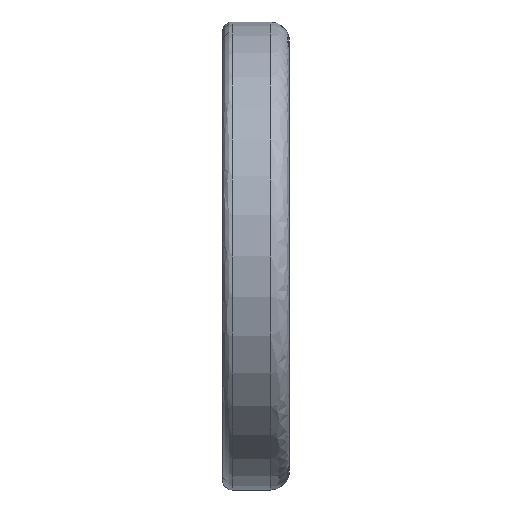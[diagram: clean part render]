
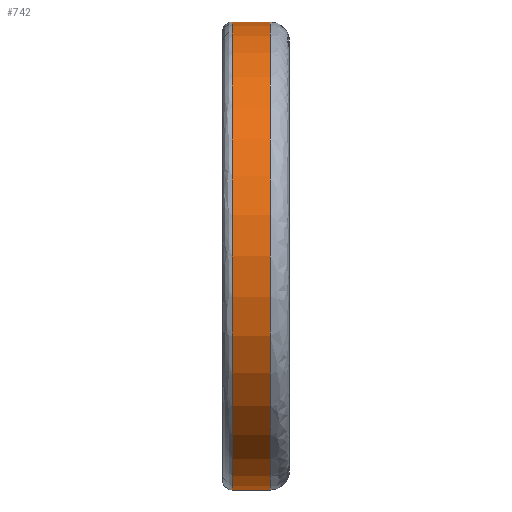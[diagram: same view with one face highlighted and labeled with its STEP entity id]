
A CAD part, left-side view. The second image highlights one B-rep face of the part: STEP entity #742.
In plain terms, the highlighted cylindrical face has radius 24.5 mm (diameter 49 mm), a partial arc.
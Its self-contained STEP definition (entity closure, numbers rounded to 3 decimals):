
#72 = CARTESIAN_POINT ( 'NONE',  ( 0., 2., 24.5 ) ) ;
#91 = DIRECTION ( 'NONE',  ( 0., -1., 0. ) ) ;
#92 = AXIS2_PLACEMENT_3D ( 'NONE', #223, #865, #219 ) ;
#97 = CARTESIAN_POINT ( 'NONE',  ( 0., 0., 24.5 ) ) ;
#127 = CARTESIAN_POINT ( 'NONE',  ( 0., 0., -24.5 ) ) ;
#171 = EDGE_LOOP ( 'NONE', ( #191, #181, #322, #175 ) ) ;
#175 = ORIENTED_EDGE ( 'NONE', *, *, #820, .F. ) ;
#181 = ORIENTED_EDGE ( 'NONE', *, *, #290, .T. ) ;
#191 = ORIENTED_EDGE ( 'NONE', *, *, #389, .F. ) ;
#201 = VERTEX_POINT ( 'NONE', #810 ) ;
#219 = DIRECTION ( 'NONE',  ( 0., 0., -1. ) ) ;
#223 = CARTESIAN_POINT ( 'NONE',  ( 0., 0., 0. ) ) ;
#224 = AXIS2_PLACEMENT_3D ( 'NONE', #427, #425, #424 ) ;
#251 = LINE ( 'NONE', #97, #868 ) ;
#290 = EDGE_CURVE ( 'NONE', #201, #330, #800, .T. ) ;
#322 = ORIENTED_EDGE ( 'NONE', *, *, #364, .T. ) ;
#330 = VERTEX_POINT ( 'NONE', #442 ) ;
#364 = EDGE_CURVE ( 'NONE', #330, #876, #864, .T. ) ;
#365 = CARTESIAN_POINT ( 'NONE',  ( 0., 2., -24.5 ) ) ;
#389 = EDGE_CURVE ( 'NONE', #201, #692, #251, .T. ) ;
#424 = DIRECTION ( 'NONE',  ( 0., 0., -1. ) ) ;
#425 = DIRECTION ( 'NONE',  ( 0., -1., 0. ) ) ;
#427 = CARTESIAN_POINT ( 'NONE',  ( 0., 2., 0. ) ) ;
#432 = DIRECTION ( 'NONE',  ( 0., 0., -1. ) ) ;
#434 = DIRECTION ( 'NONE',  ( 0., -1., 0. ) ) ;
#435 = CARTESIAN_POINT ( 'NONE',  ( 0., 6., 0. ) ) ;
#438 = VECTOR ( 'NONE', #927, 1000. ) ;
#442 = CARTESIAN_POINT ( 'NONE',  ( 0., 6., -24.5 ) ) ;
#690 = CIRCLE ( 'NONE', #224, 24.5 ) ;
#692 = VERTEX_POINT ( 'NONE', #72 ) ;
#742 = ADVANCED_FACE ( 'NONE', ( #745 ), #816, .T. ) ;
#745 = FACE_OUTER_BOUND ( 'NONE', #171, .T. ) ;
#800 = CIRCLE ( 'NONE', #867, 24.5 ) ;
#810 = CARTESIAN_POINT ( 'NONE',  ( 0., 6., 24.5 ) ) ;
#816 = CYLINDRICAL_SURFACE ( 'NONE', #92, 24.5 ) ;
#820 = EDGE_CURVE ( 'NONE', #692, #876, #690, .T. ) ;
#864 = LINE ( 'NONE', #127, #438 ) ;
#865 = DIRECTION ( 'NONE',  ( 0., -1., 0. ) ) ;
#867 = AXIS2_PLACEMENT_3D ( 'NONE', #435, #434, #432 ) ;
#868 = VECTOR ( 'NONE', #91, 1000. ) ;
#876 = VERTEX_POINT ( 'NONE', #365 ) ;
#927 = DIRECTION ( 'NONE',  ( 0., -1., 0. ) ) ;
